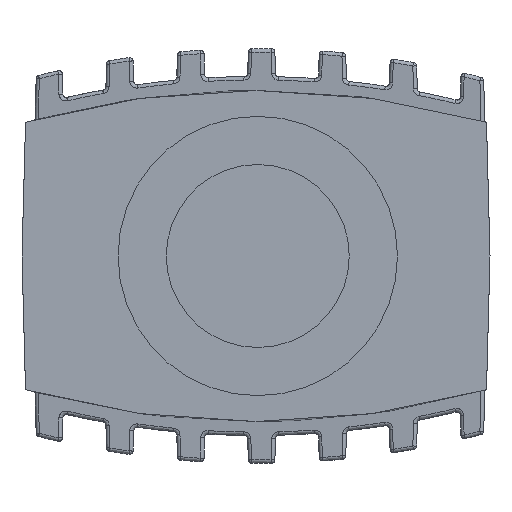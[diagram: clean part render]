
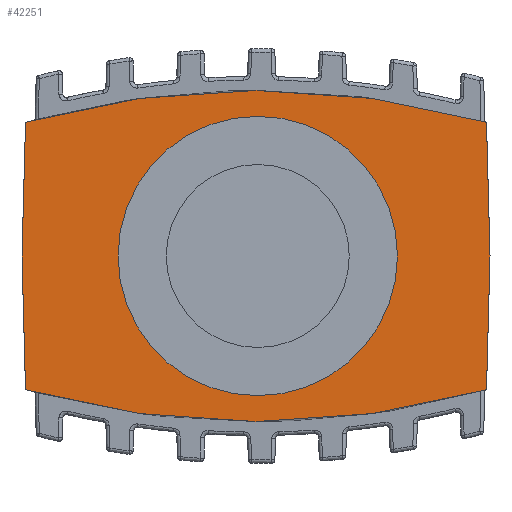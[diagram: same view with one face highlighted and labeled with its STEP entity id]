
A CAD part, front view. The second image highlights one B-rep face of the part: STEP entity #42251.
In plain terms, the highlighted planar face has unit normal (0, -1, 0).
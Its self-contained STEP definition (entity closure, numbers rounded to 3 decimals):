
#1399=FACE_BOUND('',#7399,.T.);
#2925=CIRCLE('',#45481,122.);
#2926=CIRCLE('',#45482,122.);
#2927=CIRCLE('',#45483,18.1);
#5106=FACE_OUTER_BOUND('',#7398,.T.);
#7398=EDGE_LOOP('',(#36150,#36151,#36152,#36153,#36154,#36155));
#7399=EDGE_LOOP('',(#36156,#36157,#36158,#36159));
#11245=LINE('',#82250,#15165);
#11250=LINE('',#82261,#15170);
#11252=LINE('',#82268,#15172);
#11253=LINE('',#82270,#15173);
#11254=LINE('',#82274,#15174);
#11255=LINE('',#82275,#15175);
#11256=LINE('',#82277,#15176);
#15165=VECTOR('',#55530,1.);
#15170=VECTOR('',#55545,1.);
#15172=VECTOR('',#55551,1.);
#15173=VECTOR('',#55552,1.);
#15174=VECTOR('',#55555,1.);
#15175=VECTOR('',#55556,1.);
#15176=VECTOR('',#55557,1.);
#19041=VERTEX_POINT('',#82247);
#19042=VERTEX_POINT('',#82249);
#19043=VERTEX_POINT('',#82260);
#19044=VERTEX_POINT('',#82264);
#19045=VERTEX_POINT('',#82265);
#19046=VERTEX_POINT('',#82267);
#19047=VERTEX_POINT('',#82269);
#19048=VERTEX_POINT('',#82271);
#19049=VERTEX_POINT('',#82273);
#19050=VERTEX_POINT('',#82276);
#24794=EDGE_CURVE('',#19042,#19041,#11245,.T.);
#24799=EDGE_CURVE('',#19043,#19042,#11250,.T.);
#24801=EDGE_CURVE('',#19044,#19045,#2925,.T.);
#24802=EDGE_CURVE('',#19045,#19046,#11252,.T.);
#24803=EDGE_CURVE('',#19046,#19047,#11253,.T.);
#24804=EDGE_CURVE('',#19047,#19048,#2926,.T.);
#24805=EDGE_CURVE('',#19048,#19049,#11254,.T.);
#24806=EDGE_CURVE('',#19049,#19044,#11255,.T.);
#24807=EDGE_CURVE('',#19041,#19050,#11256,.T.);
#24808=EDGE_CURVE('',#19050,#19043,#2927,.T.);
#36150=ORIENTED_EDGE('',*,*,#24801,.T.);
#36151=ORIENTED_EDGE('',*,*,#24802,.T.);
#36152=ORIENTED_EDGE('',*,*,#24803,.T.);
#36153=ORIENTED_EDGE('',*,*,#24804,.T.);
#36154=ORIENTED_EDGE('',*,*,#24805,.T.);
#36155=ORIENTED_EDGE('',*,*,#24806,.T.);
#36156=ORIENTED_EDGE('',*,*,#24794,.T.);
#36157=ORIENTED_EDGE('',*,*,#24807,.T.);
#36158=ORIENTED_EDGE('',*,*,#24808,.T.);
#36159=ORIENTED_EDGE('',*,*,#24799,.T.);
#37994=PLANE('',#45480);
#42251=ADVANCED_FACE('',(#5106,#1399),#37994,.T.);
#45480=AXIS2_PLACEMENT_3D('',#82263,#55547,#55548);
#45481=AXIS2_PLACEMENT_3D('',#82266,#55549,#55550);
#45482=AXIS2_PLACEMENT_3D('',#82272,#55553,#55554);
#45483=AXIS2_PLACEMENT_3D('',#82278,#55558,#55559);
#55530=DIRECTION('',(0.,0.,-1.));
#55545=DIRECTION('',(-1.,0.,0.));
#55547=DIRECTION('center_axis',(0.,-1.,0.));
#55548=DIRECTION('ref_axis',(0.,0.,
-1.));
#55549=DIRECTION('center_axis',(0.,-1.,0.));
#55550=DIRECTION('ref_axis',(-0.27,0.,-0.963));
#55551=DIRECTION('',(0.026,0.,1.));
#55552=DIRECTION('',(-0.026,0.,1.));
#55553=DIRECTION('center_axis',(0.,-1.,0.));
#55554=DIRECTION('ref_axis',(0.27,0.,0.963));
#55555=DIRECTION('',(-0.026,0.,-1.));
#55556=DIRECTION('',(0.026,0.,-1.));
#55557=DIRECTION('',(1.,0.,0.));
#55558=DIRECTION('center_axis',(0.,1.,0.));
#55559=DIRECTION('ref_axis',(0.997,0.,0.083));
#82247=CARTESIAN_POINT('',(216.443,200.,198.5));
#82249=CARTESIAN_POINT('',(216.443,200.,201.5));
#82250=CARTESIAN_POINT('',(216.443,200.,199.494));
#82260=CARTESIAN_POINT('',(217.961,200.,201.5));
#82261=CARTESIAN_POINT('',(208.817,200.,201.5));
#82263=CARTESIAN_POINT('Origin',(199.673,200.,195.488));
#82264=CARTESIAN_POINT('',(166.674,200.,180.847));
#82265=CARTESIAN_POINT('',(232.671,200.,180.847));
#82266=CARTESIAN_POINT('Origin',(199.673,200.,298.3));
#82267=CARTESIAN_POINT('',(233.173,200.,200.));
#82268=CARTESIAN_POINT('',(232.671,200.,180.847));
#82269=CARTESIAN_POINT('',(232.671,200.,219.153));
#82270=CARTESIAN_POINT('',(233.173,200.,200.));
#82271=CARTESIAN_POINT('',(166.674,200.,219.153));
#82272=CARTESIAN_POINT('Origin',(199.673,200.,101.7));
#82273=CARTESIAN_POINT('',(166.173,200.,200.));
#82274=CARTESIAN_POINT('',(166.674,200.,219.153));
#82275=CARTESIAN_POINT('',(166.173,200.,200.));
#82276=CARTESIAN_POINT('',(217.961,200.,198.5));
#82277=CARTESIAN_POINT('',(208.048,200.,198.5));
#82278=CARTESIAN_POINT('Origin',(199.923,200.,200.));
